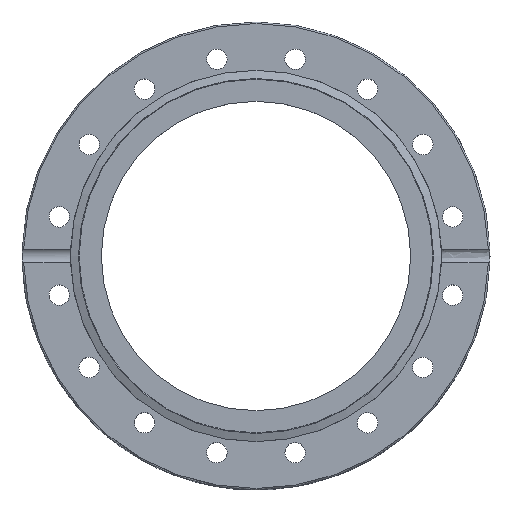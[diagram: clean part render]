
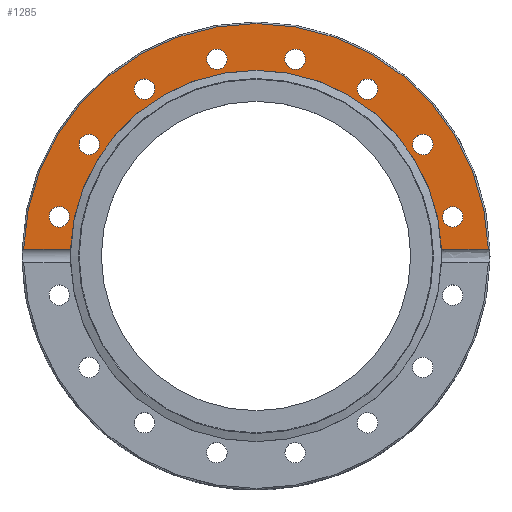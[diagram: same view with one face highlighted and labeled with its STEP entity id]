
A CAD part, top view. The second image highlights one B-rep face of the part: STEP entity #1285.
In plain terms, the highlighted planar face has unit normal (0, 0, 1).
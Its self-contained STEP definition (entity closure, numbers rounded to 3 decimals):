
#380=CARTESIAN_POINT('',(15.781,62.626,20.0));
#381=VERTEX_POINT('',#380);
#382=CARTESIAN_POINT('',(12.71,63.898,20.0));
#383=DIRECTION('',(0.0,0.0,-1.));
#384=DIRECTION('',(0.924,-0.383,0.0));
#385=AXIS2_PLACEMENT_3D('',#382,#383,#384);
#386=CIRCLE('',#385,3.324);
#387=EDGE_CURVE('',#381,#381,#386,.T.);
#421=CARTESIAN_POINT('',(38.545,51.82,20.0));
#422=VERTEX_POINT('',#421);
#423=CARTESIAN_POINT('',(36.195,54.17,20.0));
#424=DIRECTION('',(0.0,0.0,-1.0));
#425=DIRECTION('',(0.707,-0.707,0.0));
#426=AXIS2_PLACEMENT_3D('',#423,#424,#425);
#427=CIRCLE('',#426,3.324);
#428=EDGE_CURVE('',#422,#422,#427,.T.);
#462=CARTESIAN_POINT('',(55.442,33.125,20.0));
#463=VERTEX_POINT('',#462);
#464=CARTESIAN_POINT('',(54.17,36.195,20.0));
#465=DIRECTION('',(0.0,0.0,-1.0));
#466=DIRECTION('',(0.383,-0.924,0.0));
#467=AXIS2_PLACEMENT_3D('',#464,#465,#466);
#468=CIRCLE('',#467,3.324);
#469=EDGE_CURVE('',#463,#463,#468,.T.);
#503=CARTESIAN_POINT('',(63.898,9.387,20.0));
#504=VERTEX_POINT('',#503);
#505=CARTESIAN_POINT('',(63.898,12.71,20.0));
#506=DIRECTION('',(0.0,0.0,-1.0));
#507=DIRECTION('',(0.0,-1.0,0.0));
#508=AXIS2_PLACEMENT_3D('',#505,#506,#507);
#509=CIRCLE('',#508,3.324);
#510=EDGE_CURVE('',#504,#504,#509,.T.);
#872=CARTESIAN_POINT('',(-62.626,15.781,20.0));
#873=VERTEX_POINT('',#872);
#874=CARTESIAN_POINT('',(-63.898,12.71,20.0));
#875=DIRECTION('',(0.0,0.0,-1.0));
#876=DIRECTION('',(0.383,0.924,0.0));
#877=AXIS2_PLACEMENT_3D('',#874,#875,#876);
#878=CIRCLE('',#877,3.324);
#879=EDGE_CURVE('',#873,#873,#878,.T.);
#913=CARTESIAN_POINT('',(-51.82,38.545,20.0));
#914=VERTEX_POINT('',#913);
#915=CARTESIAN_POINT('',(-54.17,36.195,20.0));
#916=DIRECTION('',(0.0,0.0,-1.));
#917=DIRECTION('',(0.707,0.707,0.0));
#918=AXIS2_PLACEMENT_3D('',#915,#916,#917);
#919=CIRCLE('',#918,3.324);
#920=EDGE_CURVE('',#914,#914,#919,.T.);
#954=CARTESIAN_POINT('',(-33.125,55.442,20.0));
#955=VERTEX_POINT('',#954);
#956=CARTESIAN_POINT('',(-36.195,54.17,20.0));
#957=DIRECTION('',(0.0,0.0,-1.));
#958=DIRECTION('',(0.924,0.383,0.0));
#959=AXIS2_PLACEMENT_3D('',#956,#957,#958);
#960=CIRCLE('',#959,3.324);
#961=EDGE_CURVE('',#955,#955,#960,.T.);
#995=CARTESIAN_POINT('',(-9.387,63.898,20.0));
#996=VERTEX_POINT('',#995);
#997=CARTESIAN_POINT('',(-12.71,63.898,20.0));
#998=DIRECTION('',(0.0,0.0,-1.0));
#999=DIRECTION('',(1.0,0.0,0.0));
#1000=AXIS2_PLACEMENT_3D('',#997,#998,#999);
#1001=CIRCLE('',#1000,3.324);
#1002=EDGE_CURVE('',#996,#996,#1001,.T.);
#1121=CARTESIAN_POINT('',(75.467,2.236,20.0));
#1122=VERTEX_POINT('',#1121);
#1138=CARTESIAN_POINT('',(60.259,2.236,20.0));
#1139=VERTEX_POINT('',#1138);
#1140=CARTESIAN_POINT('',(60.259,2.236,20.0));
#1141=DIRECTION('',(1.0,0.0,0.0));
#1142=VECTOR('',#1141,15.208);
#1143=LINE('',#1140,#1142);
#1144=EDGE_CURVE('',#1139,#1122,#1143,.T.);
#1191=CARTESIAN_POINT('',(-60.259,2.236,20.0));
#1192=VERTEX_POINT('',#1191);
#1193=CARTESIAN_POINT('',(0.0,0.,20.0));
#1194=DIRECTION('',(0.0,0.0,-1.0));
#1195=DIRECTION('',(0.0,-1.0,0.0));
#1196=AXIS2_PLACEMENT_3D('',#1193,#1194,#1195);
#1197=CIRCLE('',#1196,60.3);
#1198=EDGE_CURVE('',#1192,#1139,#1197,.T.);
#1237=CARTESIAN_POINT('',(0.0,0.0,20.0));
#1238=DIRECTION('',(0.0,0.0,-1.0));
#1239=DIRECTION('',(-1.0,0.0,0.0));
#1240=AXIS2_PLACEMENT_3D('',#1237,#1238,#1239);
#1241=PLANE('',#1240);
#1242=ORIENTED_EDGE('',*,*,#1144,.T.);
#1243=CARTESIAN_POINT('',(-75.467,2.236,20.0));
#1244=VERTEX_POINT('',#1243);
#1245=CARTESIAN_POINT('',(0.0,0.0,20.0));
#1246=DIRECTION('',(0.0,0.0,-1.0));
#1247=DIRECTION('',(-1.0,0.0,0.0));
#1248=AXIS2_PLACEMENT_3D('',#1245,#1246,#1247);
#1249=CIRCLE('',#1248,75.5);
#1250=EDGE_CURVE('',#1244,#1122,#1249,.T.);
#1251=ORIENTED_EDGE('',*,*,#1250,.F.);
#1252=CARTESIAN_POINT('',(-75.467,2.236,20.0));
#1253=DIRECTION('',(1.0,0.0,0.0));
#1254=VECTOR('',#1253,15.208);
#1255=LINE('',#1252,#1254);
#1256=EDGE_CURVE('',#1244,#1192,#1255,.T.);
#1257=ORIENTED_EDGE('',*,*,#1256,.T.);
#1258=ORIENTED_EDGE('',*,*,#1198,.T.);
#1259=EDGE_LOOP('',(#1242,#1251,#1257,#1258));
#1260=FACE_OUTER_BOUND('',#1259,.T.);
#1261=ORIENTED_EDGE('',*,*,#387,.T.);
#1262=EDGE_LOOP('',(#1261));
#1263=FACE_BOUND('',#1262,.T.);
#1264=ORIENTED_EDGE('',*,*,#428,.T.);
#1265=EDGE_LOOP('',(#1264));
#1266=FACE_BOUND('',#1265,.T.);
#1267=ORIENTED_EDGE('',*,*,#469,.T.);
#1268=EDGE_LOOP('',(#1267));
#1269=FACE_BOUND('',#1268,.T.);
#1270=ORIENTED_EDGE('',*,*,#510,.T.);
#1271=EDGE_LOOP('',(#1270));
#1272=FACE_BOUND('',#1271,.T.);
#1273=ORIENTED_EDGE('',*,*,#879,.T.);
#1274=EDGE_LOOP('',(#1273));
#1275=FACE_BOUND('',#1274,.T.);
#1276=ORIENTED_EDGE('',*,*,#920,.T.);
#1277=EDGE_LOOP('',(#1276));
#1278=FACE_BOUND('',#1277,.T.);
#1279=ORIENTED_EDGE('',*,*,#961,.T.);
#1280=EDGE_LOOP('',(#1279));
#1281=FACE_BOUND('',#1280,.T.);
#1282=ORIENTED_EDGE('',*,*,#1002,.T.);
#1283=EDGE_LOOP('',(#1282));
#1284=FACE_BOUND('',#1283,.T.);
#1285=ADVANCED_FACE('',(#1260,#1263,#1266,#1269,#1272,#1275,#1278,#1281,#1284),#1241,.F.);
